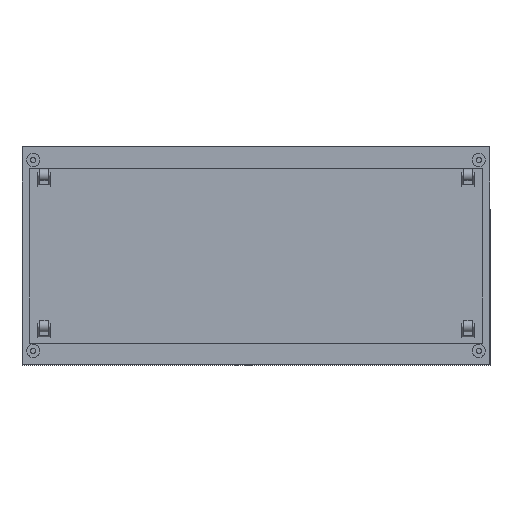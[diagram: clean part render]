
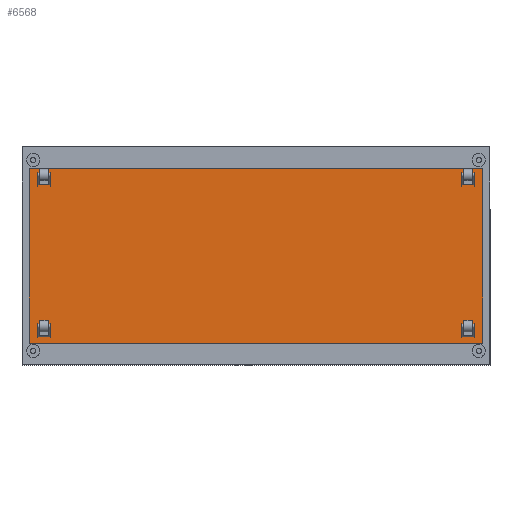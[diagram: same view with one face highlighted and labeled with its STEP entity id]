
A CAD part, front view. The second image highlights one B-rep face of the part: STEP entity #6568.
In plain terms, the highlighted planar face has unit normal (0, -1, 0).
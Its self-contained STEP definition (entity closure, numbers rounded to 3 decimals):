
#475 = LINE ( 'NONE', #3014, #5445 ) ;
#994 = EDGE_CURVE ( 'NONE', #3229, #8223, #1966, .T. ) ;
#1060 = CARTESIAN_POINT ( 'NONE',  ( 688.8, -325.3, -265.05 ) ) ;
#1419 = EDGE_CURVE ( 'NONE', #2937, #3229, #8303, .T. ) ;
#1570 = CARTESIAN_POINT ( 'NONE',  ( -688.8, -325.3, -265.05 ) ) ;
#1583 = AXIS2_PLACEMENT_3D ( 'NONE', #4476, #4434, #7218 ) ;
#1620 = DIRECTION ( 'NONE',  ( 1., 0., 0. ) ) ;
#1739 = PLANE ( 'NONE',  #1583 ) ;
#1966 = LINE ( 'NONE', #5456, #11377 ) ;
#2177 = DIRECTION ( 'NONE',  ( 0., 0., 1. ) ) ;
#2435 = EDGE_LOOP ( 'NONE', ( #9341, #4264, #10829, #3793 ) ) ;
#2937 = VERTEX_POINT ( 'NONE', #1060 ) ;
#3014 = CARTESIAN_POINT ( 'NONE',  ( -688.8, -325.3, 265.05 ) ) ;
#3194 = CARTESIAN_POINT ( 'NONE',  ( -688.8, -325.3, -265.05 ) ) ;
#3229 = VERTEX_POINT ( 'NONE', #10714 ) ;
#3753 = VECTOR ( 'NONE', #1620, 1000. ) ;
#3793 = ORIENTED_EDGE ( 'NONE', *, *, #5972, .T. ) ;
#4264 = ORIENTED_EDGE ( 'NONE', *, *, #994, .T. ) ;
#4434 = DIRECTION ( 'NONE',  ( 0., -1., 0. ) ) ;
#4476 = CARTESIAN_POINT ( 'NONE',  ( 0., -325.3, 0. ) ) ;
#4590 = FACE_OUTER_BOUND ( 'NONE', #2435, .T. ) ;
#4806 = DIRECTION ( 'NONE',  ( 0., 0., -1. ) ) ;
#5445 = VECTOR ( 'NONE', #4806, 1000. ) ;
#5456 = CARTESIAN_POINT ( 'NONE',  ( -688.8, -325.3, 265.05 ) ) ;
#5663 = CARTESIAN_POINT ( 'NONE',  ( 688.8, -325.3, 265.05 ) ) ;
#5886 = VERTEX_POINT ( 'NONE', #3194 ) ;
#5972 = EDGE_CURVE ( 'NONE', #5886, #2937, #8538, .T. ) ;
#6568 = ADVANCED_FACE ( 'NONE', ( #4590 ), #1739, .T. ) ;
#7218 = DIRECTION ( 'NONE',  ( 0., 0., -1. ) ) ;
#8223 = VERTEX_POINT ( 'NONE', #11012 ) ;
#8303 = LINE ( 'NONE', #5663, #11512 ) ;
#8538 = LINE ( 'NONE', #1570, #3753 ) ;
#8982 = DIRECTION ( 'NONE',  ( -1., 0., 0. ) ) ;
#9341 = ORIENTED_EDGE ( 'NONE', *, *, #1419, .T. ) ;
#10714 = CARTESIAN_POINT ( 'NONE',  ( 688.8, -325.3, 265.05 ) ) ;
#10829 = ORIENTED_EDGE ( 'NONE', *, *, #11083, .T. ) ;
#11012 = CARTESIAN_POINT ( 'NONE',  ( -688.8, -325.3, 265.05 ) ) ;
#11083 = EDGE_CURVE ( 'NONE', #8223, #5886, #475, .T. ) ;
#11377 = VECTOR ( 'NONE', #8982, 1000. ) ;
#11512 = VECTOR ( 'NONE', #2177, 1000. ) ;
